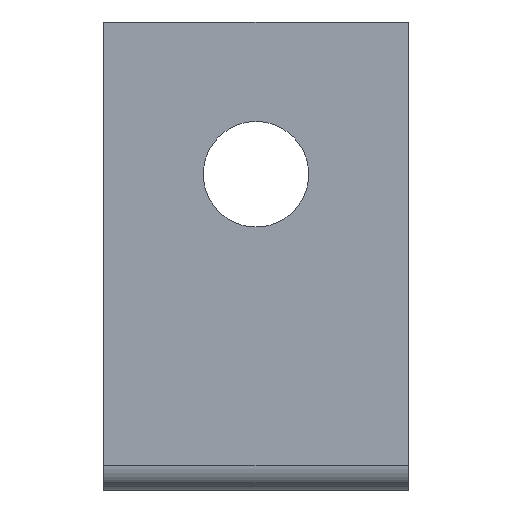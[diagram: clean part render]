
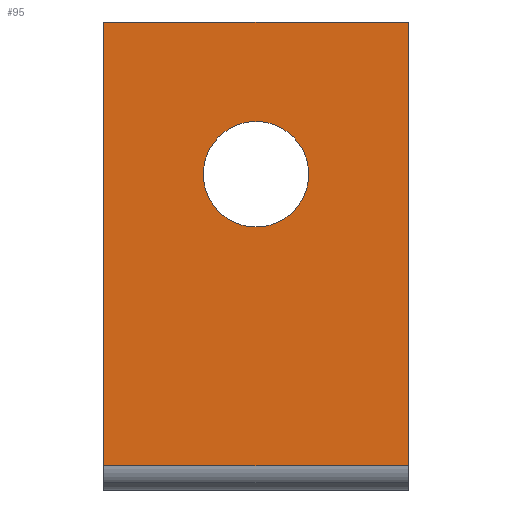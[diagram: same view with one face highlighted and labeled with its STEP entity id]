
A CAD part, left-side view. The second image highlights one B-rep face of the part: STEP entity #95.
In plain terms, the highlighted planar face has unit normal (-1, 0, 0).
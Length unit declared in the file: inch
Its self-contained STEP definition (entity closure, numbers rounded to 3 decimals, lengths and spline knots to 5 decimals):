
#95=ADVANCED_FACE('',(#189,#190),#191,.T.);
#189=FACE_OUTER_BOUND('',#357,.T.);
#190=FACE_BOUND('',#358,.T.);
#191=PLANE('',#359);
#357=EDGE_LOOP('',(#541,#542,#543,#544));
#358=EDGE_LOOP('',(#545,#546,#547,#548));
#359=AXIS2_PLACEMENT_3D('',#549,#550,#551);
#541=ORIENTED_EDGE('',*,*,#687,.F.);
#542=ORIENTED_EDGE('',*,*,#674,.T.);
#543=ORIENTED_EDGE('',*,*,#604,.T.);
#544=ORIENTED_EDGE('',*,*,#680,.F.);
#545=ORIENTED_EDGE('',*,*,#685,.T.);
#546=ORIENTED_EDGE('',*,*,#625,.T.);
#547=ORIENTED_EDGE('',*,*,#642,.T.);
#548=ORIENTED_EDGE('',*,*,#620,.T.);
#549=CARTESIAN_POINT('',(0.0,0.40626,0.0));
#550=DIRECTION('',(-1.0,-0.0,0.0));
#551=DIRECTION('',(0.0,-1.0,-0.0));
#604=EDGE_CURVE('',#705,#709,#711,.T.);
#620=EDGE_CURVE('',#737,#738,#739,.T.);
#625=EDGE_CURVE('',#746,#747,#748,.T.);
#642=EDGE_CURVE('',#747,#737,#773,.T.);
#674=EDGE_CURVE('',#819,#705,#820,.T.);
#680=EDGE_CURVE('',#825,#709,#827,.T.);
#685=EDGE_CURVE('',#738,#746,#832,.T.);
#687=EDGE_CURVE('',#819,#825,#834,.T.);
#705=VERTEX_POINT('',#860);
#709=VERTEX_POINT('',#866);
#711=LINE('',#869,#870);
#737=VERTEX_POINT('',#915);
#738=VERTEX_POINT('',#916);
#739=B_SPLINE_CURVE_WITH_KNOTS('',3,(#917,#918,#919,#920),.UNSPECIFIED.,.F.,.F.,(4,4),(-1.0,-0.0),.UNSPECIFIED.);
#746=VERTEX_POINT('',#932);
#747=VERTEX_POINT('',#933);
#748=B_SPLINE_CURVE_WITH_KNOTS('',3,(#934,#935,#936,#937),.UNSPECIFIED.,.F.,.F.,(4,4),(-1.0,-0.0),.UNSPECIFIED.);
#773=B_SPLINE_CURVE_WITH_KNOTS('',3,(#989,#990,#991,#992),.UNSPECIFIED.,.F.,.F.,(4,4),(-1.0,-0.0),.UNSPECIFIED.);
#819=VERTEX_POINT('',#1064);
#820=LINE('',#1065,#1066);
#825=VERTEX_POINT('',#1071);
#827=LINE('',#1073,#1074);
#832=B_SPLINE_CURVE_WITH_KNOTS('',3,(#1083,#1084,#1085,#1086),.UNSPECIFIED.,.F.,.F.,(4,4),(-1.0,-0.0),.UNSPECIFIED.);
#834=LINE('',#1088,#1089);
#860=CARTESIAN_POINT('',(0.0,0.0,1.25));
#866=CARTESIAN_POINT('',(0.0,0.81251,1.25));
#869=CARTESIAN_POINT('',(0.0,0.0,1.25));
#870=VECTOR('',#1105,1.0);
#915=CARTESIAN_POINT('',(0.0,0.40625,0.98412));
#916=CARTESIAN_POINT('',(0.0,0.26548,0.84334));
#917=CARTESIAN_POINT('',(0.0,0.40625,0.98412));
#918=CARTESIAN_POINT('',(0.0,0.32851,0.98412));
#919=CARTESIAN_POINT('',(0.0,0.26548,0.92109));
#920=CARTESIAN_POINT('',(0.0,0.26548,0.84334));
#932=CARTESIAN_POINT('',(0.0,0.40625,0.70258));
#933=CARTESIAN_POINT('',(0.0,0.54701,0.84334));
#934=CARTESIAN_POINT('',(0.0,0.40625,0.70258));
#935=CARTESIAN_POINT('',(0.0,0.48399,0.70258));
#936=CARTESIAN_POINT('',(0.0,0.54701,0.7656));
#937=CARTESIAN_POINT('',(0.0,0.54701,0.84334));
#989=CARTESIAN_POINT('',(0.0,0.54701,0.84334));
#990=CARTESIAN_POINT('',(0.0,0.54701,0.92109));
#991=CARTESIAN_POINT('',(0.0,0.48399,0.98412));
#992=CARTESIAN_POINT('',(0.0,0.40625,0.98412));
#1064=CARTESIAN_POINT('',(0.0,0.0,0.065));
#1065=CARTESIAN_POINT('',(0.0,0.0,0.0));
#1066=VECTOR('',#1150,1.0);
#1071=CARTESIAN_POINT('',(0.0,0.81251,0.065));
#1073=CARTESIAN_POINT('',(0.0,0.81251,0.0));
#1074=VECTOR('',#1160,1.0);
#1083=CARTESIAN_POINT('',(0.0,0.26548,0.84334));
#1084=CARTESIAN_POINT('',(0.0,0.26548,0.7656));
#1085=CARTESIAN_POINT('',(0.0,0.32851,0.70258));
#1086=CARTESIAN_POINT('',(0.0,0.40625,0.70258));
#1088=CARTESIAN_POINT('',(0.0,0.40626,0.065));
#1089=VECTOR('',#1162,1.0);
#1105=DIRECTION('',(0.0,1.0,0.0));
#1150=DIRECTION('',(0.0,0.0,1.0));
#1160=DIRECTION('',(0.0,0.0,1.0));
#1162=DIRECTION('',(0.0,1.0,-0.0));
